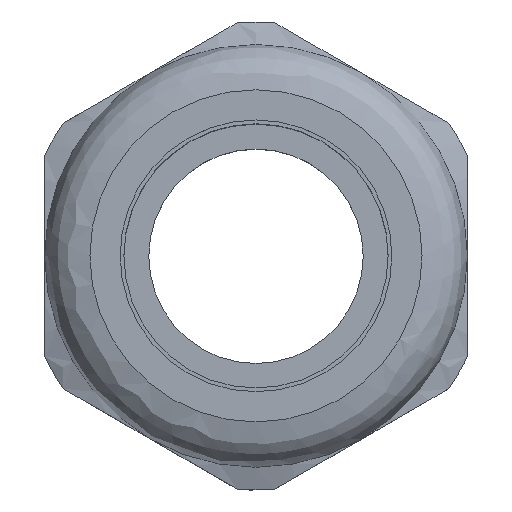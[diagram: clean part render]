
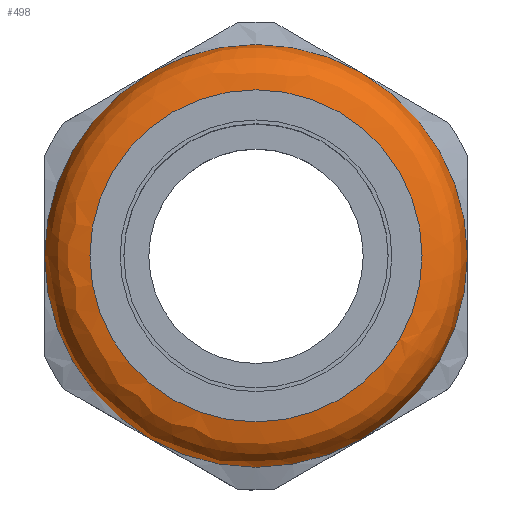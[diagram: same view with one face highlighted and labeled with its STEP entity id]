
A CAD part, top view. The second image highlights one B-rep face of the part: STEP entity #498.
In plain terms, the highlighted free-form (B-spline) face has degree [2, 2] with [7, 3] control points.
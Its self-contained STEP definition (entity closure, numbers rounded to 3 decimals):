
#331=(
BOUNDED_SURFACE()
B_SPLINE_SURFACE(2,2,((#4279,#4280,#4281),(#4282,#4283,#4284),(#4285,#4286,
#4287),(#4288,#4289,#4290),(#4291,#4292,#4293),(#4294,#4295,#4296),(#4297,
#4298,#4299)),.UNSPECIFIED.,.T.,.F.,.F.)
B_SPLINE_SURFACE_WITH_KNOTS((1,2,2,2,2,1),(3,3),(-0.333,0.,
0.333,0.667,1.,1.333),(0.,1.),
 .UNSPECIFIED.)
GEOMETRIC_REPRESENTATION_ITEM()
RATIONAL_B_SPLINE_SURFACE(((1.,0.707,1.),(0.5,0.354,
0.5),(1.,0.707,1.),(0.5,0.354,0.5),(1.,0.707,
1.),(0.5,0.354,0.5),(1.,0.707,1.)))
REPRESENTATION_ITEM('')
SURFACE()
);
#498=ADVANCED_FACE('',(#778,#779),#331,.T.);
#778=FACE_BOUND('',#853,.T.);
#779=FACE_BOUND('',#854,.T.);
#853=EDGE_LOOP('',(#1207));
#854=EDGE_LOOP('',(#1208));
#1036=CIRCLE('',#2923,14.);
#1037=CIRCLE('',#2925,11.);
#1207=ORIENTED_EDGE('',*,*,#2103,.F.);
#1208=ORIENTED_EDGE('',*,*,#2102,.F.);
#1857=VERTEX_POINT('',#4275);
#1858=VERTEX_POINT('',#4278);
#2102=EDGE_CURVE('',#1857,#1857,#1036,.T.);
#2103=EDGE_CURVE('',#1858,#1858,#1037,.T.);
#2923=AXIS2_PLACEMENT_3D('',#4274,#3231,#3232);
#2925=AXIS2_PLACEMENT_3D('',#4277,#3235,#3236);
#3231=DIRECTION('',(0.,0.,-1.));
#3232=DIRECTION('',(0.866,-0.5,0.));
#3235=DIRECTION('',(0.,0.,1.));
#3236=DIRECTION('',(0.866,-0.5,0.));
#4274=CARTESIAN_POINT('',(0.,0.,5.));
#4275=CARTESIAN_POINT('',(12.124,-7.,5.));
#4277=CARTESIAN_POINT('',(0.,0.,8.));
#4278=CARTESIAN_POINT('',(9.526,-5.5,8.));
#4279=CARTESIAN_POINT('',(12.124,-7.,5.));
#4280=CARTESIAN_POINT('',(12.124,-7.,8.));
#4281=CARTESIAN_POINT('',(9.526,-5.5,8.));
#4282=CARTESIAN_POINT('',(24.249,14.,5.));
#4283=CARTESIAN_POINT('',(24.249,14.,8.));
#4284=CARTESIAN_POINT('',(19.053,11.,8.));
#4285=CARTESIAN_POINT('',(0.,14.,5.));
#4286=CARTESIAN_POINT('',(0.,14.,8.));
#4287=CARTESIAN_POINT('',(0.,11.,8.));
#4288=CARTESIAN_POINT('',(-24.249,14.,5.));
#4289=CARTESIAN_POINT('',(-24.249,14.,8.));
#4290=CARTESIAN_POINT('',(-19.053,11.,8.));
#4291=CARTESIAN_POINT('',(-12.124,-7.,5.));
#4292=CARTESIAN_POINT('',(-12.124,-7.,8.));
#4293=CARTESIAN_POINT('',(-9.526,-5.5,8.));
#4294=CARTESIAN_POINT('',(0.,-28.,5.));
#4295=CARTESIAN_POINT('',(0.,-28.,8.));
#4296=CARTESIAN_POINT('',(0.,-22.,8.));
#4297=CARTESIAN_POINT('',(12.124,-7.,5.));
#4298=CARTESIAN_POINT('',(12.124,-7.,8.));
#4299=CARTESIAN_POINT('',(9.526,-5.5,8.));
